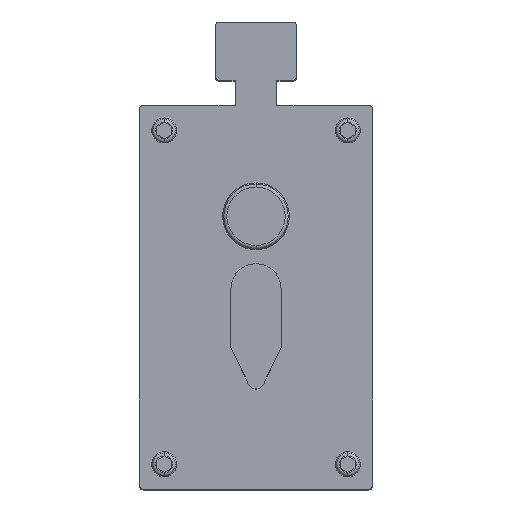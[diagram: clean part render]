
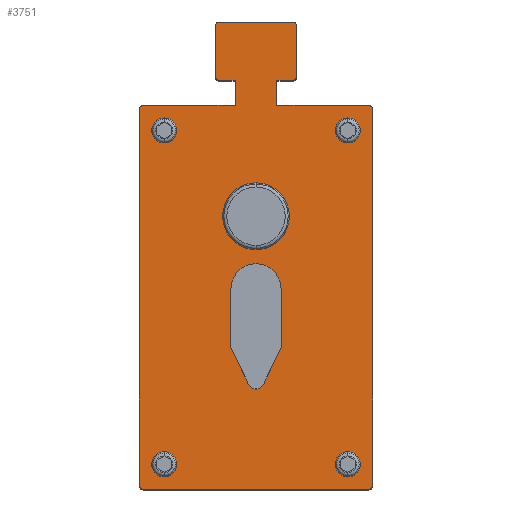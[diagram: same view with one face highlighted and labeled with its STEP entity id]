
A CAD part, top view. The second image highlights one B-rep face of the part: STEP entity #3751.
In plain terms, the highlighted planar face has unit normal (0, 0, 1).
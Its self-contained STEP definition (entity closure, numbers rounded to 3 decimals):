
#3187=CARTESIAN_POINT('',(27.5,0.5,2.));
#3188=DIRECTION('',(0.,0.,1.));
#3189=DIRECTION('',(0.,-1.,0.));
#3190=AXIS2_PLACEMENT_3D('',#3187,#3188,#3189);
#3195=DIRECTION('',(1.,0.,0.));
#3196=VECTOR('',#3195,27.);
#3197=CARTESIAN_POINT('',(0.5,0.,2.));
#3198=LINE('',#3197,#3196);
#3202=CARTESIAN_POINT('',(0.5,0.5,2.));
#3203=DIRECTION('',(0.,0.,1.));
#3204=DIRECTION('',(-1.,0.,0.));
#3205=AXIS2_PLACEMENT_3D('',#3202,#3203,#3204);
#3210=DIRECTION('',(0.,-1.,0.));
#3211=VECTOR('',#3210,45.);
#3212=CARTESIAN_POINT('',(0.,45.5,2.));
#3213=LINE('',#3212,#3211);
#3217=CARTESIAN_POINT('',(0.5,45.5,2.));
#3218=DIRECTION('',(0.,0.,1.));
#3219=DIRECTION('',(0.,1.,0.));
#3220=AXIS2_PLACEMENT_3D('',#3217,#3218,#3219);
#3225=DIRECTION('',(-1.,0.,0.));
#3226=VECTOR('',#3225,11.);
#3227=CARTESIAN_POINT('',(11.5,46.,2.));
#3228=LINE('',#3227,#3226);
#3232=DIRECTION('',(0.,-1.,0.));
#3233=VECTOR('',#3232,3.);
#3234=CARTESIAN_POINT('',(11.5,49.,2.));
#3235=LINE('',#3234,#3233);
#3239=DIRECTION('',(1.,0.,0.));
#3240=VECTOR('',#3239,1.9);
#3241=CARTESIAN_POINT('',(9.6,49.,2.));
#3242=LINE('',#3241,#3240);
#3246=CARTESIAN_POINT('',(9.6,49.5,2.));
#3247=DIRECTION('',(0.,0.,1.));
#3248=DIRECTION('',(-1.,0.,0.));
#3249=AXIS2_PLACEMENT_3D('',#3246,#3247,#3248);
#3254=DIRECTION('',(0.,-1.,0.));
#3255=VECTOR('',#3254,6.);
#3256=CARTESIAN_POINT('',(9.1,55.5,2.));
#3257=LINE('',#3256,#3255);
#3261=CARTESIAN_POINT('',(9.6,55.5,2.));
#3262=DIRECTION('',(0.,0.,1.));
#3263=DIRECTION('',(0.,1.,0.));
#3264=AXIS2_PLACEMENT_3D('',#3261,#3262,#3263);
#3269=DIRECTION('',(-1.,0.,0.));
#3270=VECTOR('',#3269,8.8);
#3271=CARTESIAN_POINT('',(18.4,56.,2.));
#3272=LINE('',#3271,#3270);
#3276=CARTESIAN_POINT('',(18.4,55.5,2.));
#3277=DIRECTION('',(0.,0.,1.));
#3278=DIRECTION('',(1.,0.,0.));
#3279=AXIS2_PLACEMENT_3D('',#3276,#3277,#3278);
#3284=DIRECTION('',(0.,1.,0.));
#3285=VECTOR('',#3284,6.);
#3286=CARTESIAN_POINT('',(18.9,49.5,2.));
#3287=LINE('',#3286,#3285);
#3291=CARTESIAN_POINT('',(18.4,49.5,2.));
#3292=DIRECTION('',(0.,0.,1.));
#3293=DIRECTION('',(0.,-1.,0.));
#3294=AXIS2_PLACEMENT_3D('',#3291,#3292,#3293);
#3299=DIRECTION('',(1.,0.,0.));
#3300=VECTOR('',#3299,1.9);
#3301=CARTESIAN_POINT('',(16.5,49.,2.));
#3302=LINE('',#3301,#3300);
#3306=DIRECTION('',(0.,1.,0.));
#3307=VECTOR('',#3306,3.);
#3308=CARTESIAN_POINT('',(16.5,46.,2.));
#3309=LINE('',#3308,#3307);
#3313=DIRECTION('',(-1.,0.,0.));
#3314=VECTOR('',#3313,11.);
#3315=CARTESIAN_POINT('',(27.5,46.,2.));
#3316=LINE('',#3315,#3314);
#3320=CARTESIAN_POINT('',(27.5,45.5,2.));
#3321=DIRECTION('',(0.,0.,1.));
#3322=DIRECTION('',(1.,0.,0.));
#3323=AXIS2_PLACEMENT_3D('',#3320,#3321,#3322);
#3328=DIRECTION('',(0.,1.,0.));
#3329=VECTOR('',#3328,45.);
#3330=CARTESIAN_POINT('',(28.,0.5,2.));
#3331=LINE('',#3330,#3329);
#3609=CARTESIAN_POINT('',(27.5,0.,2.));
#3610=CARTESIAN_POINT('',(28.,0.5,2.));
#3611=VERTEX_POINT('',#3609);
#3612=VERTEX_POINT('',#3610);
#3653=CARTESIAN_POINT('',(0.5,0.,2.));
#3654=VERTEX_POINT('',#3653);
#3655=CARTESIAN_POINT('',(0.,0.5,2.));
#3656=VERTEX_POINT('',#3655);
#3657=CARTESIAN_POINT('',(9.1,49.5,2.));
#3658=CARTESIAN_POINT('',(9.6,49.,2.));
#3659=VERTEX_POINT('',#3657);
#3660=VERTEX_POINT('',#3658);
#3661=CARTESIAN_POINT('',(11.5,49.,2.));
#3662=VERTEX_POINT('',#3661);
#3663=CARTESIAN_POINT('',(0.5,46.,2.));
#3664=CARTESIAN_POINT('',(0.,45.5,2.));
#3665=VERTEX_POINT('',#3663);
#3666=VERTEX_POINT('',#3664);
#3667=CARTESIAN_POINT('',(28.,45.5,2.));
#3668=CARTESIAN_POINT('',(27.5,46.,2.));
#3669=VERTEX_POINT('',#3667);
#3670=VERTEX_POINT('',#3668);
#3671=CARTESIAN_POINT('',(16.5,46.,2.));
#3672=VERTEX_POINT('',#3671);
#3673=CARTESIAN_POINT('',(9.6,56.,2.));
#3674=CARTESIAN_POINT('',(9.1,55.5,2.));
#3675=VERTEX_POINT('',#3673);
#3676=VERTEX_POINT('',#3674);
#3677=CARTESIAN_POINT('',(18.4,49.,2.));
#3678=CARTESIAN_POINT('',(18.9,49.5,2.));
#3679=VERTEX_POINT('',#3677);
#3680=VERTEX_POINT('',#3678);
#3681=CARTESIAN_POINT('',(18.9,55.5,2.));
#3682=VERTEX_POINT('',#3681);
#3683=CARTESIAN_POINT('',(18.4,56.,2.));
#3684=VERTEX_POINT('',#3683);
#3685=CARTESIAN_POINT('',(11.5,46.,2.));
#3686=VERTEX_POINT('',#3685);
#3687=CARTESIAN_POINT('',(16.5,49.,2.));
#3688=VERTEX_POINT('',#3687);
#3705=CARTESIAN_POINT('',(14.,23.,2.));
#3706=DIRECTION('',(0.,0.,1.));
#3707=DIRECTION('',(1.,0.,0.));
#3708=AXIS2_PLACEMENT_3D('',#3705,#3706,#3707);
#3709=PLANE('',#3708);
#3710=ORIENTED_EDGE('',*,*,#3694,.F.);
#3712=ORIENTED_EDGE('',*,*,#3711,.F.);
#3714=ORIENTED_EDGE('',*,*,#3713,.F.);
#3716=ORIENTED_EDGE('',*,*,#3715,.F.);
#3718=ORIENTED_EDGE('',*,*,#3717,.F.);
#3720=ORIENTED_EDGE('',*,*,#3719,.F.);
#3722=ORIENTED_EDGE('',*,*,#3721,.F.);
#3724=ORIENTED_EDGE('',*,*,#3723,.F.);
#3726=ORIENTED_EDGE('',*,*,#3725,.F.);
#3728=ORIENTED_EDGE('',*,*,#3727,.F.);
#3730=ORIENTED_EDGE('',*,*,#3729,.F.);
#3732=ORIENTED_EDGE('',*,*,#3731,.F.);
#3734=ORIENTED_EDGE('',*,*,#3733,.F.);
#3736=ORIENTED_EDGE('',*,*,#3735,.F.);
#3738=ORIENTED_EDGE('',*,*,#3737,.F.);
#3740=ORIENTED_EDGE('',*,*,#3739,.F.);
#3742=ORIENTED_EDGE('',*,*,#3741,.F.);
#3744=ORIENTED_EDGE('',*,*,#3743,.F.);
#3746=ORIENTED_EDGE('',*,*,#3745,.F.);
#3748=ORIENTED_EDGE('',*,*,#3747,.F.);
#3749=EDGE_LOOP('',(#3710,#3712,#3714,#3716,#3718,#3720,#3722,#3724,#3726,#3728,
#3730,#3732,#3734,#3736,#3738,#3740,#3742,#3744,#3746,#3748));
#3750=FACE_OUTER_BOUND('',#3749,.F.);
#3191=CIRCLE('',#3190,0.5);
#3206=CIRCLE('',#3205,0.5);
#3221=CIRCLE('',#3220,0.5);
#3250=CIRCLE('',#3249,0.5);
#3265=CIRCLE('',#3264,0.5);
#3280=CIRCLE('',#3279,0.5);
#3295=CIRCLE('',#3294,0.5);
#3324=CIRCLE('',#3323,0.5);
#3694=EDGE_CURVE('',#3611,#3612,#3191,.T.);
#3711=EDGE_CURVE('',#3654,#3611,#3198,.T.);
#3713=EDGE_CURVE('',#3656,#3654,#3206,.T.);
#3715=EDGE_CURVE('',#3666,#3656,#3213,.T.);
#3717=EDGE_CURVE('',#3665,#3666,#3221,.T.);
#3719=EDGE_CURVE('',#3686,#3665,#3228,.T.);
#3721=EDGE_CURVE('',#3662,#3686,#3235,.T.);
#3723=EDGE_CURVE('',#3660,#3662,#3242,.T.);
#3725=EDGE_CURVE('',#3659,#3660,#3250,.T.);
#3727=EDGE_CURVE('',#3676,#3659,#3257,.T.);
#3729=EDGE_CURVE('',#3675,#3676,#3265,.T.);
#3731=EDGE_CURVE('',#3684,#3675,#3272,.T.);
#3733=EDGE_CURVE('',#3682,#3684,#3280,.T.);
#3735=EDGE_CURVE('',#3680,#3682,#3287,.T.);
#3737=EDGE_CURVE('',#3679,#3680,#3295,.T.);
#3739=EDGE_CURVE('',#3688,#3679,#3302,.T.);
#3741=EDGE_CURVE('',#3672,#3688,#3309,.T.);
#3743=EDGE_CURVE('',#3670,#3672,#3316,.T.);
#3745=EDGE_CURVE('',#3669,#3670,#3324,.T.);
#3747=EDGE_CURVE('',#3612,#3669,#3331,.T.);
#3751=ADVANCED_FACE('',(#3750),#3709,.T.);
